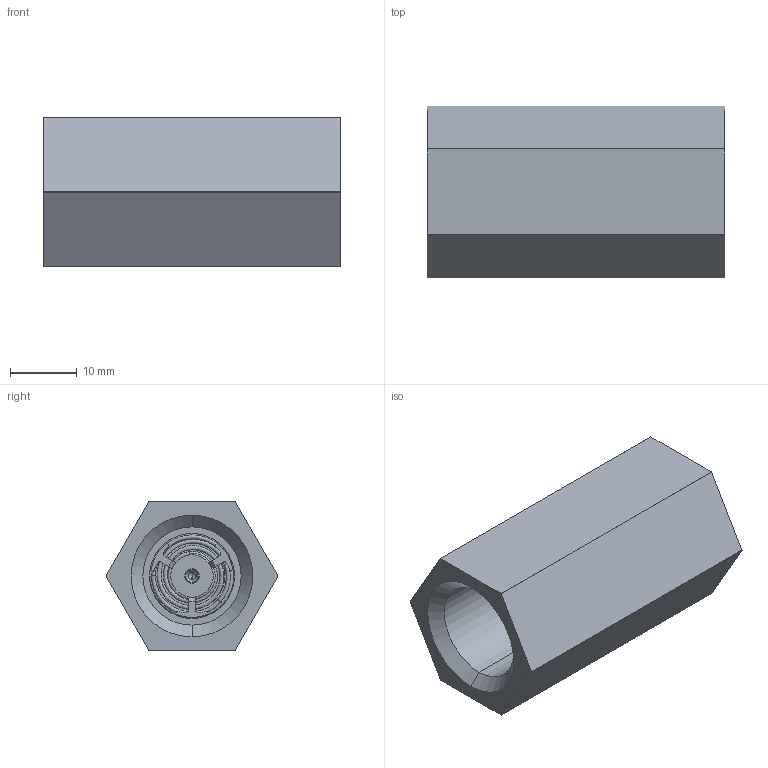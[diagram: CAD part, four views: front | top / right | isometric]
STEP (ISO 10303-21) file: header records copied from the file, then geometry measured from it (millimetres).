
FILE_DESCRIPTION (( 'STEP AP203' ), '1' );
FILE_NAME ('CV-1203-MF.step', '2024-08-21T11:26:39', ( '' ), ( '' ), 'SwSTEP 2.0', 'SolidWorks 2023', '' );
FILE_SCHEMA (( 'CONFIG_CONTROL_DESIGN' ));
Length unit declared in the file: inch
Products named in the file (1): CV-1203-MF
Bounding box: 44.45 x 25.65 x 22.23 mm (x, y, z)
Volume: 11281.6 mm3; surface area: 7453.1 mm2
Topology: 5 solids, 5 shells, 147 faces, 367 edges, 236 vertices
Faces by surface type: cylinder 60, plane 41, cone 25, bspline 21
Entity records: 6996 total; most frequent: CARTESIAN_POINT 3419, DIRECTION 742, ORIENTED_EDGE 730, EDGE_CURVE 365, AXIS2_PLACEMENT_3D 294, VERTEX_POINT 236, CIRCLE 167, EDGE_LOOP 161
